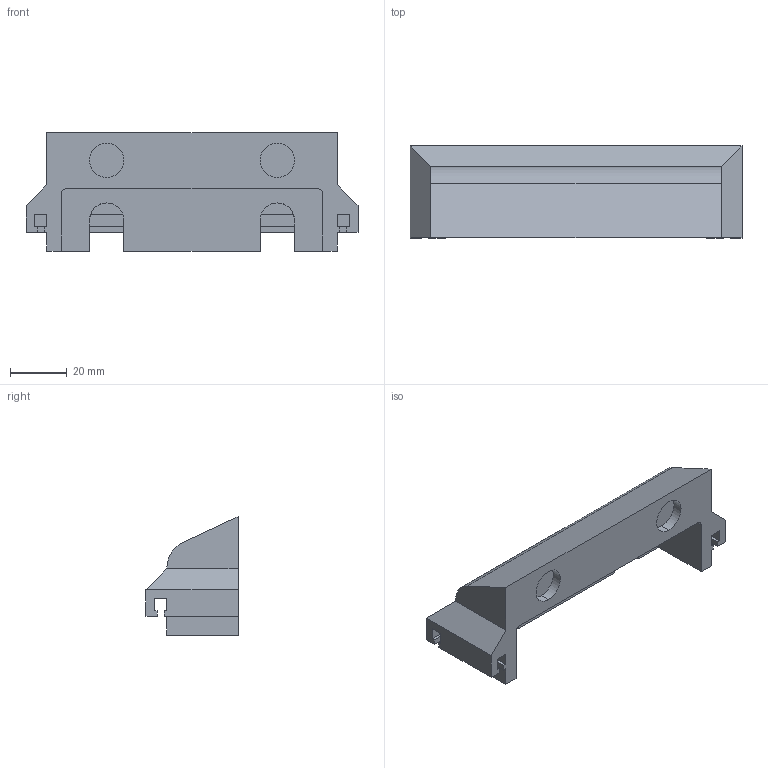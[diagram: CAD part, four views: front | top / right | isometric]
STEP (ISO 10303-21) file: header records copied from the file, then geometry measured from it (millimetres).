
FILE_DESCRIPTION (( 'STEP AP214' ), '1' );
FILE_NAME ('way_cover_y_axis.STEP', '2018-07-01T00:41:49', ( '' ), ( '' ), 'SwSTEP 2.0', 'SolidWorks 2016', '' );
FILE_SCHEMA (( 'AUTOMOTIVE_DESIGN' ));
Length unit declared in the file: millimetre
Products named in the file (1): way_cover_y_axis
Bounding box: 116.7 x 32.35 x 41.66 mm (x, y, z)
Volume: 57701.1 mm3; surface area: 19978.3 mm2
Topology: 1 solids, 1 shells, 75 faces, 205 edges, 134 vertices
Faces by surface type: plane 64, cylinder 11
Entity records: 2375 total; most frequent: CARTESIAN_POINT 415, ORIENTED_EDGE 410, DIRECTION 383, EDGE_CURVE 205, LINE 179, VECTOR 179, VERTEX_POINT 134, AXIS2_PLACEMENT_3D 102
